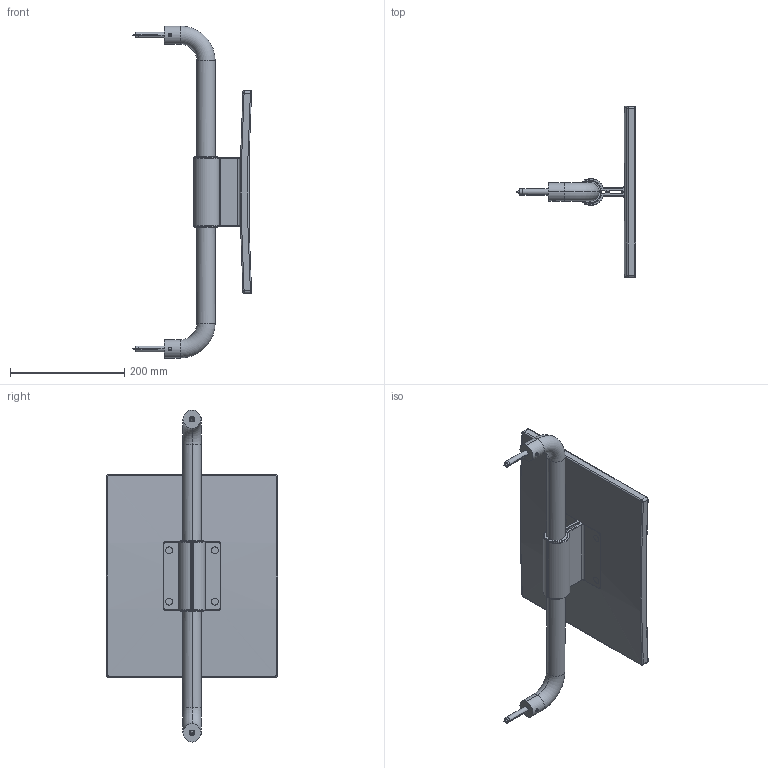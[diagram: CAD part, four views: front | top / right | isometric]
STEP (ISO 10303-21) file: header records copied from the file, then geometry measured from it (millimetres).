
FILE_DESCRIPTION((''),'2;1');
FILE_NAME('ASM2244_SW0002','2024-04-18T08:34:29',('technik2'),(''),'CREO PARAMETRIC BY PTC INC, 2023294','CREO PARAMETRIC BY PTC INC, 2023294','');
FILE_SCHEMA(('CONFIG_CONTROL_DESIGN'));
Length unit declared in the file: millimetre
Products named in the file (1): ASM2244_SW0002
Bounding box: 208.78 x 300 x 582 mm (x, y, z)
Volume: 2281246.8 mm3; surface area: 367779.4 mm2
Topology: 1 solids, 2 shells, 365 faces, 919 edges, 556 vertices
Faces by surface type: cylinder 162, plane 85, torus 66, bspline 30, cone 22
Entity records: 12613 total; most frequent: CARTESIAN_POINT 3736, DIRECTION 1963, ORIENTED_EDGE 1824, EDGE_CURVE 912, AXIS2_PLACEMENT_3D 796, VERTEX_POINT 550, CIRCLE 460, EDGE_LOOP 394
